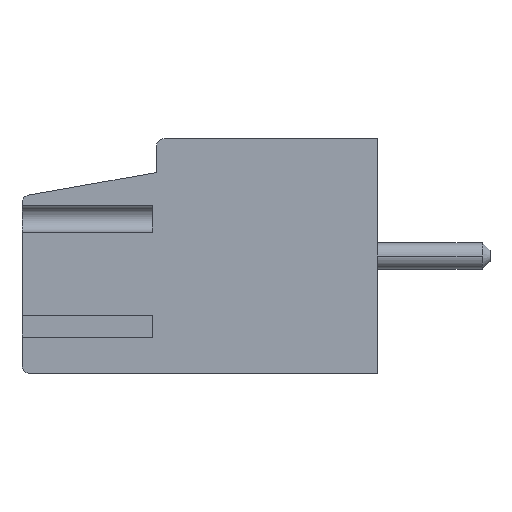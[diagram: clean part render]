
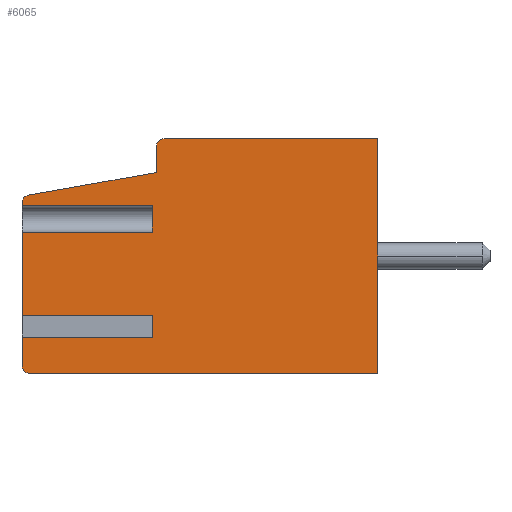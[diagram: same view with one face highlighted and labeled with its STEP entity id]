
A CAD part, left-side view. The second image highlights one B-rep face of the part: STEP entity #6065.
In plain terms, the highlighted planar face has unit normal (-1, 0, 0).
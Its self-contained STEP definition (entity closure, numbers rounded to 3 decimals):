
#47 = VECTOR ( 'NONE', #6293, 1000. ) ;
#67 = ORIENTED_EDGE ( 'NONE', *, *, #4839, .T. ) ;
#134 = VECTOR ( 'NONE', #6621, 1000. ) ;
#168 = CARTESIAN_POINT ( 'NONE',  ( 0., 8.65, -2.58 ) ) ;
#216 = LINE ( 'NONE', #1600, #2523 ) ;
#221 = DIRECTION ( 'NONE',  ( -1., 0., 0. ) ) ;
#274 = LINE ( 'NONE', #3480, #134 ) ;
#471 = CARTESIAN_POINT ( 'NONE',  ( 0., 8.65, -7.626 ) ) ;
#478 = LINE ( 'NONE', #1173, #2786 ) ;
#493 = LINE ( 'NONE', #2410, #2803 ) ;
#579 = VERTEX_POINT ( 'NONE', #5419 ) ;
#662 = EDGE_LOOP ( 'NONE', ( #4425, #3246, #4721, #1708, #1595, #1797, #1524, #4764, #1497, #1505, #4163, #1959, #1488, #6097, #67, #779, #2941 ) ) ;
#683 = CARTESIAN_POINT ( 'NONE',  ( 0., 8.65, -6.774 ) ) ;
#758 = VERTEX_POINT ( 'NONE', #1210 ) ;
#779 = ORIENTED_EDGE ( 'NONE', *, *, #1109, .F. ) ;
#919 = DIRECTION ( 'NONE',  ( 0., 0., 1. ) ) ;
#940 = DIRECTION ( 'NONE',  ( -1., 0., 0. ) ) ;
#945 = VECTOR ( 'NONE', #6326, 1000. ) ;
#1003 = LINE ( 'NONE', #471, #3177 ) ;
#1087 = DIRECTION ( 'NONE',  ( 0., 0., -1. ) ) ;
#1109 = EDGE_CURVE ( 'NONE', #5188, #1195, #3122, .T. ) ;
#1131 = CARTESIAN_POINT ( 'NONE',  ( 0., 13.35, -8.7 ) ) ;
#1173 = CARTESIAN_POINT ( 'NONE',  ( 0., 13.65, -9. ) ) ;
#1195 = VERTEX_POINT ( 'NONE', #5968 ) ;
#1210 = CARTESIAN_POINT ( 'NONE',  ( 0., 8.5, -0.3 ) ) ;
#1230 = EDGE_CURVE ( 'NONE', #2417, #1802, #5670, .T. ) ;
#1242 = VECTOR ( 'NONE', #4857, 1000. ) ;
#1256 = DIRECTION ( 'NONE',  ( 0., 0., 1. ) ) ;
#1325 = CARTESIAN_POINT ( 'NONE',  ( 0., 13.65, -9. ) ) ;
#1357 = CARTESIAN_POINT ( 'NONE',  ( 0., 13.65, -9. ) ) ;
#1359 = CARTESIAN_POINT ( 'NONE',  ( 0., 13.65, -6.774 ) ) ;
#1433 = DIRECTION ( 'NONE',  ( 0., 0.985, -0.174 ) ) ;
#1477 = EDGE_CURVE ( 'NONE', #5188, #4462, #5894, .T. ) ;
#1488 = ORIENTED_EDGE ( 'NONE', *, *, #3575, .T. ) ;
#1497 = ORIENTED_EDGE ( 'NONE', *, *, #4954, .T. ) ;
#1500 = VECTOR ( 'NONE', #2605, 1000. ) ;
#1505 = ORIENTED_EDGE ( 'NONE', *, *, #4917, .T. ) ;
#1524 = ORIENTED_EDGE ( 'NONE', *, *, #5477, .F. ) ;
#1546 = LINE ( 'NONE', #683, #1500 ) ;
#1595 = ORIENTED_EDGE ( 'NONE', *, *, #1230, .F. ) ;
#1600 = CARTESIAN_POINT ( 'NONE',  ( 0., 8.5, -1.3 ) ) ;
#1656 = DIRECTION ( 'NONE',  ( 0., 0., -1. ) ) ;
#1663 = DIRECTION ( 'NONE',  ( 0., 1., 0. ) ) ;
#1708 = ORIENTED_EDGE ( 'NONE', *, *, #2123, .F. ) ;
#1797 = ORIENTED_EDGE ( 'NONE', *, *, #3117, .T. ) ;
#1802 = VERTEX_POINT ( 'NONE', #2624 ) ;
#1844 = AXIS2_PLACEMENT_3D ( 'NONE', #2714, #940, #2167 ) ;
#1893 = CARTESIAN_POINT ( 'NONE',  ( 0., 8.2, 0. ) ) ;
#1959 = ORIENTED_EDGE ( 'NONE', *, *, #4431, .T. ) ;
#2059 = VERTEX_POINT ( 'NONE', #6433 ) ;
#2123 = EDGE_CURVE ( 'NONE', #1802, #6602, #1546, .T. ) ;
#2167 = DIRECTION ( 'NONE',  ( 0., 0., -1. ) ) ;
#2200 = PLANE ( 'NONE',  #3857 ) ;
#2227 = CARTESIAN_POINT ( 'NONE',  ( 0., 13.65, -2.58 ) ) ;
#2332 = AXIS2_PLACEMENT_3D ( 'NONE', #1131, #5884, #5926 ) ;
#2363 = LINE ( 'NONE', #3400, #4698 ) ;
#2375 = VERTEX_POINT ( 'NONE', #1893 ) ;
#2410 = CARTESIAN_POINT ( 'NONE',  ( 0., 8.65, -9. ) ) ;
#2417 = VERTEX_POINT ( 'NONE', #3138 ) ;
#2420 = CARTESIAN_POINT ( 'NONE',  ( 0., 13.35, -9. ) ) ;
#2469 = LINE ( 'NONE', #4627, #47 ) ;
#2511 = CIRCLE ( 'NONE', #1844, 0.3 ) ;
#2523 = VECTOR ( 'NONE', #1433, 1000. ) ;
#2605 = DIRECTION ( 'NONE',  ( 0., 1., 0. ) ) ;
#2624 = CARTESIAN_POINT ( 'NONE',  ( 0., 8.65, -6.774 ) ) ;
#2642 = DIRECTION ( 'NONE',  ( 1., 0., 0. ) ) ;
#2670 = VERTEX_POINT ( 'NONE', #2420 ) ;
#2707 = LINE ( 'NONE', #3155, #5006 ) ;
#2714 = CARTESIAN_POINT ( 'NONE',  ( 0., 13.35, -2.46 ) ) ;
#2775 = VERTEX_POINT ( 'NONE', #5784 ) ;
#2786 = VECTOR ( 'NONE', #1256, 1000. ) ;
#2803 = VECTOR ( 'NONE', #6178, 1000. ) ;
#2838 = CARTESIAN_POINT ( 'NONE',  ( 0., 8.2, -0.3 ) ) ;
#2941 = ORIENTED_EDGE ( 'NONE', *, *, #1477, .T. ) ;
#3053 = DIRECTION ( 'NONE',  ( 0., 0., 1. ) ) ;
#3117 = EDGE_CURVE ( 'NONE', #2417, #579, #1003, .T. ) ;
#3122 = LINE ( 'NONE', #1325, #5627 ) ;
#3126 = CARTESIAN_POINT ( 'NONE',  ( 0., 0., 0. ) ) ;
#3138 = CARTESIAN_POINT ( 'NONE',  ( 0., 8.65, -7.626 ) ) ;
#3155 = CARTESIAN_POINT ( 'NONE',  ( 0., 13.65, 0. ) ) ;
#3177 = VECTOR ( 'NONE', #1663, 1000. ) ;
#3205 = DIRECTION ( 'NONE',  ( 0., 0., -1. ) ) ;
#3214 = CIRCLE ( 'NONE', #2332, 0.3 ) ;
#3246 = ORIENTED_EDGE ( 'NONE', *, *, #4814, .T. ) ;
#3400 = CARTESIAN_POINT ( 'NONE',  ( 0., 0., -9. ) ) ;
#3480 = CARTESIAN_POINT ( 'NONE',  ( 0., 13.65, -9. ) ) ;
#3487 = EDGE_CURVE ( 'NONE', #6602, #4625, #5953, .T. ) ;
#3524 = DIRECTION ( 'NONE',  ( 0., 0., 1. ) ) ;
#3575 = EDGE_CURVE ( 'NONE', #758, #5126, #3775, .T. ) ;
#3702 = DIRECTION ( 'NONE',  ( 0., -1., 0. ) ) ;
#3775 = LINE ( 'NONE', #5428, #6121 ) ;
#3857 = AXIS2_PLACEMENT_3D ( 'NONE', #4610, #2642, #3205 ) ;
#4163 = ORIENTED_EDGE ( 'NONE', *, *, #5268, .F. ) ;
#4213 = VERTEX_POINT ( 'NONE', #6120 ) ;
#4317 = CARTESIAN_POINT ( 'NONE',  ( 0., 8.65, -2.58 ) ) ;
#4425 = ORIENTED_EDGE ( 'NONE', *, *, #6668, .F. ) ;
#4431 = EDGE_CURVE ( 'NONE', #2375, #758, #6481, .T. ) ;
#4462 = VERTEX_POINT ( 'NONE', #168 ) ;
#4610 = CARTESIAN_POINT ( 'NONE',  ( 0., 13.65, -9. ) ) ;
#4625 = VERTEX_POINT ( 'NONE', #6079 ) ;
#4627 = CARTESIAN_POINT ( 'NONE',  ( 0., 8.65, -3.58 ) ) ;
#4698 = VECTOR ( 'NONE', #3524, 1000. ) ;
#4721 = ORIENTED_EDGE ( 'NONE', *, *, #3487, .F. ) ;
#4764 = ORIENTED_EDGE ( 'NONE', *, *, #6810, .T. ) ;
#4814 = EDGE_CURVE ( 'NONE', #2775, #4625, #2469, .T. ) ;
#4839 = EDGE_CURVE ( 'NONE', #4213, #1195, #2511, .T. ) ;
#4857 = DIRECTION ( 'NONE',  ( 0., -1., 0. ) ) ;
#4917 = EDGE_CURVE ( 'NONE', #2059, #5668, #2363, .T. ) ;
#4954 = EDGE_CURVE ( 'NONE', #2670, #2059, #274, .T. ) ;
#5006 = VECTOR ( 'NONE', #3702, 1000. ) ;
#5043 = EDGE_CURVE ( 'NONE', #5126, #4213, #216, .T. ) ;
#5126 = VERTEX_POINT ( 'NONE', #6267 ) ;
#5188 = VERTEX_POINT ( 'NONE', #2227 ) ;
#5268 = EDGE_CURVE ( 'NONE', #2375, #5668, #2707, .T. ) ;
#5419 = CARTESIAN_POINT ( 'NONE',  ( 0., 13.65, -7.626 ) ) ;
#5428 = CARTESIAN_POINT ( 'NONE',  ( 0., 8.5, 0. ) ) ;
#5477 = EDGE_CURVE ( 'NONE', #5484, #579, #478, .T. ) ;
#5484 = VERTEX_POINT ( 'NONE', #5934 ) ;
#5563 = FACE_OUTER_BOUND ( 'NONE', #662, .T. ) ;
#5627 = VECTOR ( 'NONE', #919, 1000. ) ;
#5668 = VERTEX_POINT ( 'NONE', #3126 ) ;
#5670 = LINE ( 'NONE', #5848, #945 ) ;
#5784 = CARTESIAN_POINT ( 'NONE',  ( 0., 8.65, -3.58 ) ) ;
#5848 = CARTESIAN_POINT ( 'NONE',  ( 0., 8.65, -7.626 ) ) ;
#5884 = DIRECTION ( 'NONE',  ( -1., 0., 0. ) ) ;
#5894 = LINE ( 'NONE', #4317, #1242 ) ;
#5926 = DIRECTION ( 'NONE',  ( 0., 0., -1. ) ) ;
#5934 = CARTESIAN_POINT ( 'NONE',  ( 0., 13.65, -8.7 ) ) ;
#5953 = LINE ( 'NONE', #1357, #5963 ) ;
#5963 = VECTOR ( 'NONE', #3053, 1000. ) ;
#5968 = CARTESIAN_POINT ( 'NONE',  ( 0., 13.65, -2.46 ) ) ;
#5982 = AXIS2_PLACEMENT_3D ( 'NONE', #2838, #221, #1656 ) ;
#6065 = ADVANCED_FACE ( 'NONE', ( #5563 ), #2200, .F. ) ;
#6079 = CARTESIAN_POINT ( 'NONE',  ( 0., 13.65, -3.58 ) ) ;
#6097 = ORIENTED_EDGE ( 'NONE', *, *, #5043, .T. ) ;
#6120 = CARTESIAN_POINT ( 'NONE',  ( 0., 13.402, -2.164 ) ) ;
#6121 = VECTOR ( 'NONE', #1087, 1000. ) ;
#6178 = DIRECTION ( 'NONE',  ( 0., 0., 1. ) ) ;
#6267 = CARTESIAN_POINT ( 'NONE',  ( 0., 8.5, -1.3 ) ) ;
#6293 = DIRECTION ( 'NONE',  ( 0., 1., 0. ) ) ;
#6326 = DIRECTION ( 'NONE',  ( 0., 0., 1. ) ) ;
#6433 = CARTESIAN_POINT ( 'NONE',  ( 0., 0., -9. ) ) ;
#6481 = CIRCLE ( 'NONE', #5982, 0.3 ) ;
#6602 = VERTEX_POINT ( 'NONE', #1359 ) ;
#6621 = DIRECTION ( 'NONE',  ( 0., -1., 0. ) ) ;
#6668 = EDGE_CURVE ( 'NONE', #2775, #4462, #493, .T. ) ;
#6810 = EDGE_CURVE ( 'NONE', #5484, #2670, #3214, .T. ) ;
